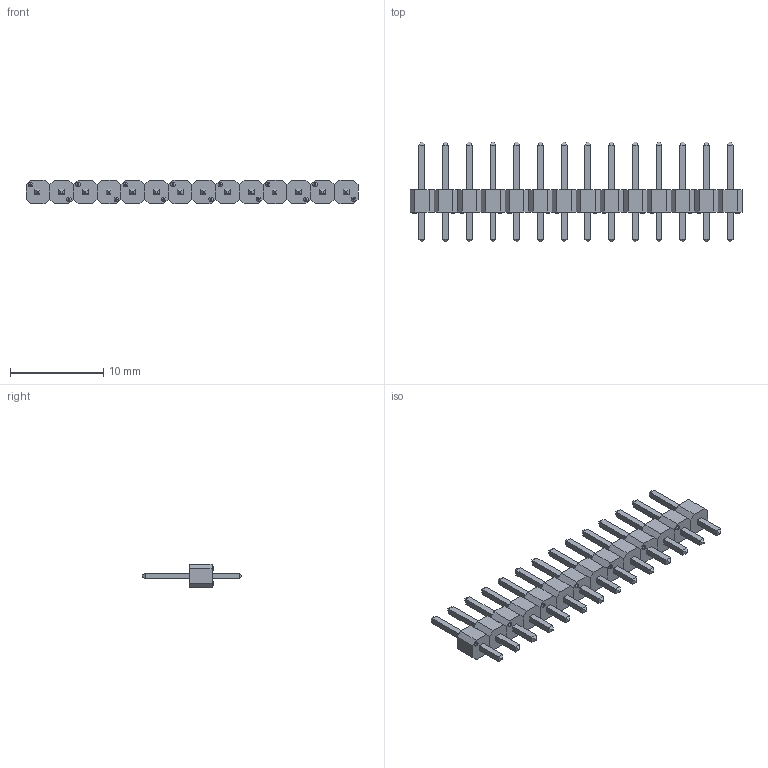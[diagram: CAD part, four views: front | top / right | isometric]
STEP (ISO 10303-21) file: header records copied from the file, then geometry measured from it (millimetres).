
FILE_DESCRIPTION (( 'STEP AP214' ), '1' );
FILE_NAME ('P(B,C)C14SAAN.STEP', '2018-01-12T16:34:07', ( '' ), ( '' ), 'SwSTEP 2.0', 'SolidWorks 2014', '' );
FILE_SCHEMA (( 'AUTOMOTIVE_DESIGN' ));
Length unit declared in the file: millimetre
Products named in the file (2): P(B,C)C01SAAN; P(B,C)C14SAAN
Assembly tree (14 placements, depth 2):
  P(B,C)C14SAAN
    P(B,C)C01SAAN  x14
Bounding box: 35.56 x 10.67 x 2.54 mm (x, y, z)
Volume: 245.7 mm3; surface area: 774.2 mm2
Topology: 42 solids, 42 shells, 462 faces, 980 edges, 616 vertices
Faces by surface type: plane 434, torus 28
Entity records: 1054 total; most frequent: DIRECTION 176, CARTESIAN_POINT 164, ORIENTED_EDGE 140, EDGE_CURVE 70, VECTOR 64, LINE 64, AXIS2_PLACEMENT_3D 56, VERTEX_POINT 44
